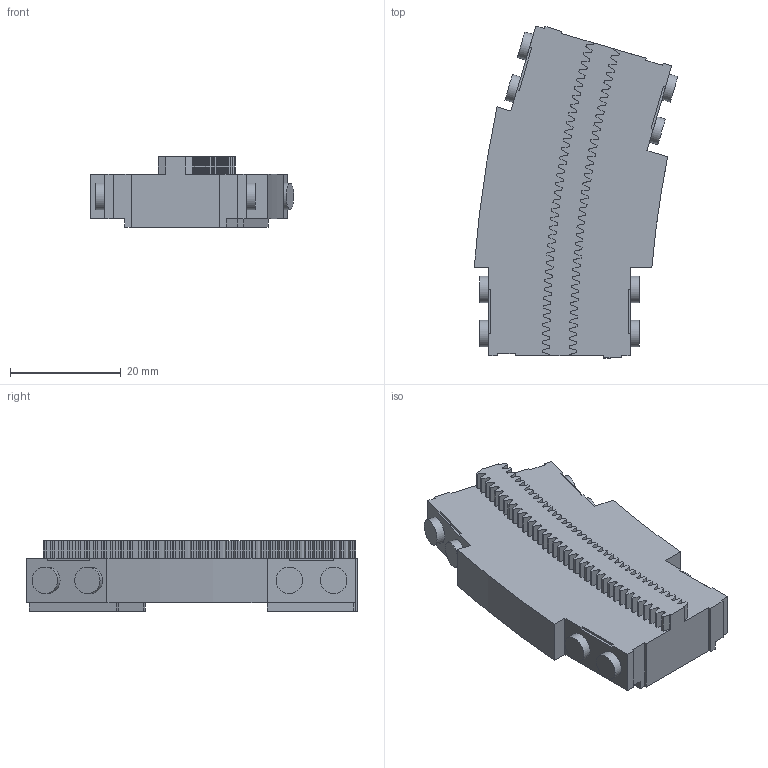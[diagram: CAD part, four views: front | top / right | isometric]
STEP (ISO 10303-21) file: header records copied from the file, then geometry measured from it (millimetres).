
FILE_DESCRIPTION(('Open CASCADE Model'),'2;1');
FILE_NAME('Open CASCADE Shape Model','2024-11-10T14:36:26',('Author'),( 'Open CASCADE'),'Open CASCADE STEP processor 7.7','Open CASCADE 7.7' ,'Unknown');
FILE_SCHEMA(('AUTOMOTIVE_DESIGN { 1 0 10303 214 1 1 1 1 }'));
Length unit declared in the file: millimetre
Products named in the file (1): Open CASCADE STEP translator 7.7 5
Bounding box: 36.78 x 59.98 x 12.8 mm (x, y, z)
Volume: 13159 mm3; surface area: 6760.6 mm2
Topology: 1 solids, 1 shells, 468 faces, 1368 edges, 912 vertices
Faces by surface type: plane 384, cylinder 84
Full cylindrical faces by diameter (mm): 4.8 x8
Entity records: 33380 total; most frequent: CARTESIAN_POINT 5977, DIRECTION 5128, LINE 3768, VECTOR 3768, ORIENTED_EDGE 2736, PCURVE 2736, DEFINITIONAL_REPRESENTATION 2736, EDGE_CURVE 1368
